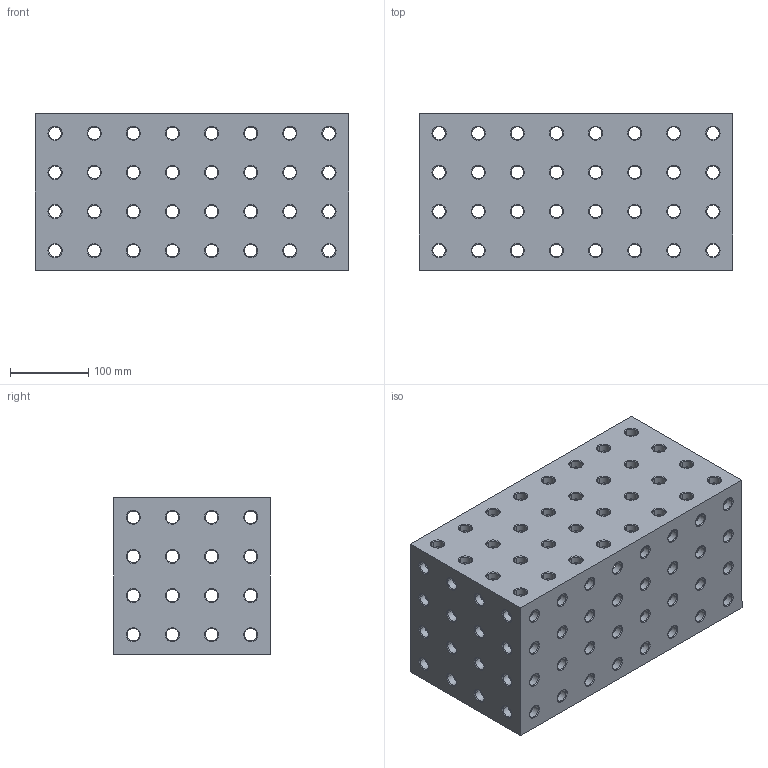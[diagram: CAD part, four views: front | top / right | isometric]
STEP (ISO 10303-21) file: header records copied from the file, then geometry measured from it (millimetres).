
FILE_DESCRIPTION(('STEP AP214'),'1');
FILE_NAME('160272.STP','2011-09-06T07:47:43',(' '),(' '),'Spatial InterOp 3D',' ',' ');
FILE_SCHEMA(('automotive_design'));
Length unit declared in the file: millimetre
Products named in the file (1): Quader
Bounding box: 400 x 200 x 200 mm (x, y, z)
Volume: 3229613.1 mm3; surface area: 622627.4 mm2
Topology: 1 solids, 1 shells, 779 faces, 1816 edges, 1040 vertices
Faces by surface type: cone 512, cylinder 256, plane 11
Entity records: 28826 total; most frequent: DIRECTION 4400, CARTESIAN_POINT 3636, ORIENTED_EDGE 3632, EDGE_CURVE 1816, AXIS2_PLACEMENT_3D 1804, VERTEX_POINT 1040, EDGE_LOOP 1036, CIRCLE 1024
